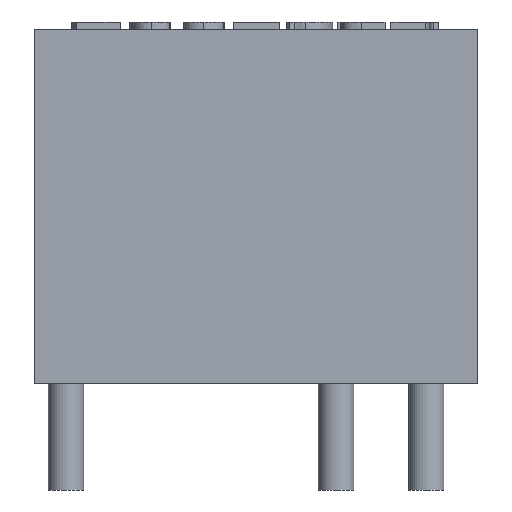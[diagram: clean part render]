
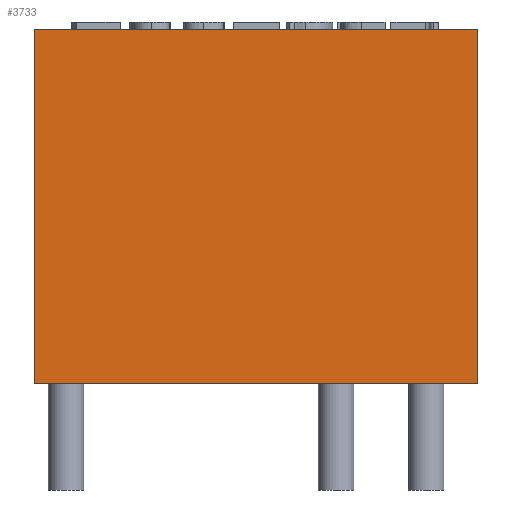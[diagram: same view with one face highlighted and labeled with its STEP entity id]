
A CAD part, front view. The second image highlights one B-rep face of the part: STEP entity #3733.
In plain terms, the highlighted planar face has unit normal (0, -1, 0).
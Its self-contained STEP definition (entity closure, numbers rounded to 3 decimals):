
#660 = CARTESIAN_POINT ( 'NONE',  ( -6.25, -3.75, 10. ) ) ;
#661 = DIRECTION ( 'NONE',  ( 1., 0., 0. ) ) ;
#806 = CARTESIAN_POINT ( 'NONE',  ( -6.25, -3.75, 0. ) ) ;
#807 = DIRECTION ( 'NONE',  ( 1., 0., 0. ) ) ;
#821 = CARTESIAN_POINT ( 'NONE',  ( 6.25, -3.75, 10. ) ) ;
#822 = DIRECTION ( 'NONE',  ( 0., 0., -1. ) ) ;
#823 = CARTESIAN_POINT ( 'NONE',  ( -6.25, -3.75, 10. ) ) ;
#824 = DIRECTION ( 'NONE',  ( 0., 0., -1. ) ) ;
#3191 = EDGE_LOOP ( 'NONE', ( #6782, #6786, #6784, #6787 ) ) ;
#3733 = ADVANCED_FACE ( 'NONE', ( #7216 ), #4315, .F. ) ;
#4262 = CARTESIAN_POINT ( 'NONE',  ( -6.25, -3.75, 10. ) ) ;
#4267 = DIRECTION ( 'NONE',  ( 0., 0., 1. ) ) ;
#4315 = PLANE ( 'NONE',  #5693 ) ;
#4321 = DIRECTION ( 'NONE',  ( 0., 1., 0. ) ) ;
#4633 = CARTESIAN_POINT ( 'NONE',  ( -6.25, -3.75, 10. ) ) ;
#4641 = CARTESIAN_POINT ( 'NONE',  ( -6.25, -3.75, 0. ) ) ;
#4654 = CARTESIAN_POINT ( 'NONE',  ( 6.25, -3.75, 10. ) ) ;
#4735 = CARTESIAN_POINT ( 'NONE',  ( 6.25, -3.75, 0. ) ) ;
#5693 = AXIS2_PLACEMENT_3D ( 'NONE', #4262, #4321, #4267 ) ;
#5879 = VERTEX_POINT ( 'NONE', #4633 ) ;
#5887 = VERTEX_POINT ( 'NONE', #4641 ) ;
#5900 = VERTEX_POINT ( 'NONE', #4654 ) ;
#5981 = VERTEX_POINT ( 'NONE', #4735 ) ;
#6396 = EDGE_CURVE ( 'NONE', #5879, #5900, #7397, .T. ) ;
#6419 = EDGE_CURVE ( 'NONE', #5887, #5981, #7408, .T. ) ;
#6425 = EDGE_CURVE ( 'NONE', #5900, #5981, #7411, .T. ) ;
#6426 = EDGE_CURVE ( 'NONE', #5879, #5887, #7412, .T. ) ;
#6782 = ORIENTED_EDGE ( 'NONE', *, *, #6419, .T. ) ;
#6784 = ORIENTED_EDGE ( 'NONE', *, *, #6396, .F. ) ;
#6786 = ORIENTED_EDGE ( 'NONE', *, *, #6425, .F. ) ;
#6787 = ORIENTED_EDGE ( 'NONE', *, *, #6426, .T. ) ;
#7216 = FACE_OUTER_BOUND ( 'NONE', #3191, .T. ) ;
#7397 = LINE ( 'NONE', #660, #7757 ) ;
#7408 = LINE ( 'NONE', #806, #7775 ) ;
#7411 = LINE ( 'NONE', #821, #7785 ) ;
#7412 = LINE ( 'NONE', #823, #7786 ) ;
#7757 = VECTOR ( 'NONE', #661, 1000. ) ;
#7775 = VECTOR ( 'NONE', #807, 1000. ) ;
#7785 = VECTOR ( 'NONE', #822, 1000. ) ;
#7786 = VECTOR ( 'NONE', #824, 1000. ) ;
